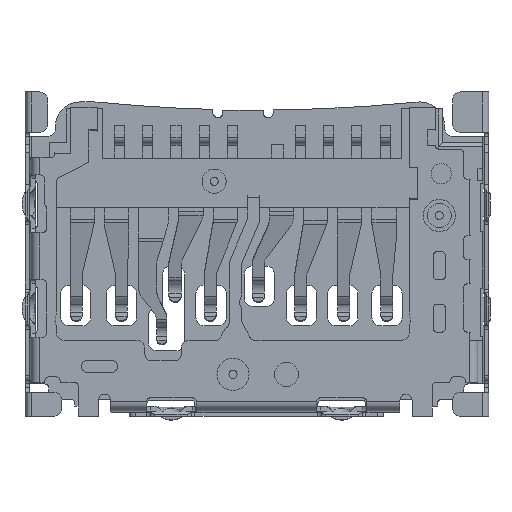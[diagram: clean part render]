
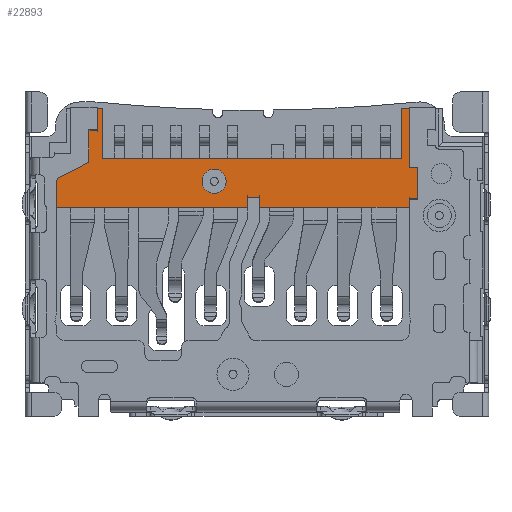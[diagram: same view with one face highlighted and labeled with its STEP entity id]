
A CAD part, front view. The second image highlights one B-rep face of the part: STEP entity #22893.
In plain terms, the highlighted planar face has unit normal (0, -1, 0).
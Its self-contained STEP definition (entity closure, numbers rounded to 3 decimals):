
#302=PLANE('',#29243);
#981=LINE('',#38375,#3344);
#982=LINE('',#38378,#3345);
#983=LINE('',#38380,#3346);
#984=LINE('',#38382,#3347);
#985=LINE('',#38386,#3348);
#986=LINE('',#38388,#3349);
#987=LINE('',#38390,#3350);
#988=LINE('',#38392,#3351);
#989=LINE('',#38394,#3352);
#990=LINE('',#38396,#3353);
#991=LINE('',#38398,#3354);
#992=LINE('',#38400,#3355);
#993=LINE('',#38402,#3356);
#994=LINE('',#38404,#3357);
#995=LINE('',#38406,#3358);
#996=LINE('',#38408,#3359);
#997=LINE('',#38410,#3360);
#998=LINE('',#38412,#3361);
#999=LINE('',#38414,#3362);
#1000=LINE('',#38416,#3363);
#1001=LINE('',#38418,#3364);
#1002=LINE('',#38420,#3365);
#3344=VECTOR('',#31550,1000.);
#3345=VECTOR('',#31551,1000.);
#3346=VECTOR('',#31552,1000.);
#3347=VECTOR('',#31553,1000.);
#3348=VECTOR('',#31556,1000.);
#3349=VECTOR('',#31557,1000.);
#3350=VECTOR('',#31558,1000.);
#3351=VECTOR('',#31559,1000.);
#3352=VECTOR('',#31560,1000.);
#3353=VECTOR('',#31561,1000.);
#3354=VECTOR('',#31562,1000.);
#3355=VECTOR('',#31563,1000.);
#3356=VECTOR('',#31564,1000.);
#3357=VECTOR('',#31565,1000.);
#3358=VECTOR('',#31566,1000.);
#3359=VECTOR('',#31567,1000.);
#3360=VECTOR('',#31568,1000.);
#3361=VECTOR('',#31569,1000.);
#3362=VECTOR('',#31570,1000.);
#3363=VECTOR('',#31571,1000.);
#3364=VECTOR('',#31572,1000.);
#3365=VECTOR('',#31573,1000.);
#5736=ORIENTED_EDGE('',*,*,#12885,.F.);
#5737=ORIENTED_EDGE('',*,*,#12886,.F.);
#5738=ORIENTED_EDGE('',*,*,#12887,.F.);
#5739=ORIENTED_EDGE('',*,*,#12888,.F.);
#5740=ORIENTED_EDGE('',*,*,#12889,.F.);
#5741=ORIENTED_EDGE('',*,*,#12890,.F.);
#5742=ORIENTED_EDGE('',*,*,#12891,.T.);
#5743=ORIENTED_EDGE('',*,*,#12892,.F.);
#5744=ORIENTED_EDGE('',*,*,#12893,.F.);
#5745=ORIENTED_EDGE('',*,*,#12894,.F.);
#5746=ORIENTED_EDGE('',*,*,#12895,.T.);
#5747=ORIENTED_EDGE('',*,*,#12896,.T.);
#5748=ORIENTED_EDGE('',*,*,#12897,.T.);
#5749=ORIENTED_EDGE('',*,*,#12898,.F.);
#5750=ORIENTED_EDGE('',*,*,#12899,.F.);
#5751=ORIENTED_EDGE('',*,*,#12900,.F.);
#5752=ORIENTED_EDGE('',*,*,#12901,.F.);
#5753=ORIENTED_EDGE('',*,*,#12902,.F.);
#5754=ORIENTED_EDGE('',*,*,#12903,.T.);
#5755=ORIENTED_EDGE('',*,*,#12904,.T.);
#5756=ORIENTED_EDGE('',*,*,#12905,.T.);
#5757=ORIENTED_EDGE('',*,*,#12906,.T.);
#5758=ORIENTED_EDGE('',*,*,#12907,.T.);
#5759=ORIENTED_EDGE('',*,*,#12831,.T.);
#12831=EDGE_CURVE('',#16408,#16408,#18756,.T.);
#12885=EDGE_CURVE('',#16457,#16458,#981,.T.);
#12886=EDGE_CURVE('',#16459,#16457,#982,.T.);
#12887=EDGE_CURVE('',#16460,#16459,#983,.T.);
#12888=EDGE_CURVE('',#16461,#16460,#984,.T.);
#12889=EDGE_CURVE('',#16462,#16461,#18770,.T.);
#12890=EDGE_CURVE('',#16463,#16462,#985,.T.);
#12891=EDGE_CURVE('',#16463,#16464,#986,.T.);
#12892=EDGE_CURVE('',#16465,#16464,#987,.T.);
#12893=EDGE_CURVE('',#16466,#16465,#988,.T.);
#12894=EDGE_CURVE('',#16467,#16466,#989,.T.);
#12895=EDGE_CURVE('',#16467,#16468,#990,.T.);
#12896=EDGE_CURVE('',#16468,#16469,#991,.T.);
#12897=EDGE_CURVE('',#16469,#16470,#992,.T.);
#12898=EDGE_CURVE('',#16471,#16470,#993,.T.);
#12899=EDGE_CURVE('',#16472,#16471,#994,.T.);
#12900=EDGE_CURVE('',#16473,#16472,#995,.T.);
#12901=EDGE_CURVE('',#16474,#16473,#996,.T.);
#12902=EDGE_CURVE('',#16475,#16474,#997,.T.);
#12903=EDGE_CURVE('',#16475,#16476,#998,.T.);
#12904=EDGE_CURVE('',#16476,#16477,#999,.T.);
#12905=EDGE_CURVE('',#16477,#16478,#1000,.T.);
#12906=EDGE_CURVE('',#16478,#16479,#1001,.T.);
#12907=EDGE_CURVE('',#16479,#16458,#1002,.T.);
#16408=VERTEX_POINT('',#38260);
#16457=VERTEX_POINT('',#38376);
#16458=VERTEX_POINT('',#38377);
#16459=VERTEX_POINT('',#38379);
#16460=VERTEX_POINT('',#38381);
#16461=VERTEX_POINT('',#38383);
#16462=VERTEX_POINT('',#38385);
#16463=VERTEX_POINT('',#38387);
#16464=VERTEX_POINT('',#38389);
#16465=VERTEX_POINT('',#38391);
#16466=VERTEX_POINT('',#38393);
#16467=VERTEX_POINT('',#38395);
#16468=VERTEX_POINT('',#38397);
#16469=VERTEX_POINT('',#38399);
#16470=VERTEX_POINT('',#38401);
#16471=VERTEX_POINT('',#38403);
#16472=VERTEX_POINT('',#38405);
#16473=VERTEX_POINT('',#38407);
#16474=VERTEX_POINT('',#38409);
#16475=VERTEX_POINT('',#38411);
#16476=VERTEX_POINT('',#38413);
#16477=VERTEX_POINT('',#38415);
#16478=VERTEX_POINT('',#38417);
#16479=VERTEX_POINT('',#38419);
#18756=CIRCLE('',#29217,0.3);
#18770=CIRCLE('',#29244,0.15);
#19803=EDGE_LOOP('',(#5736,#5737,#5738,#5739,#5740,#5741,#5742,#5743,#5744,
#5745,#5746,#5747,#5748,#5749,#5750,#5751,#5752,#5753,#5754,#5755,#5756,
#5757,#5758));
#19804=EDGE_LOOP('',(#5759));
#21096=FACE_BOUND('',#19803,.T.);
#21097=FACE_BOUND('',#19804,.T.);
#22893=ADVANCED_FACE('',(#21096,#21097),#302,.T.);
#29217=AXIS2_PLACEMENT_3D('',#38259,#31456,#31457);
#29243=AXIS2_PLACEMENT_3D('',#38374,#31548,#31549);
#29244=AXIS2_PLACEMENT_3D('',#38384,#31554,#31555);
#31456=DIRECTION('',(0.,1.,0.));
#31457=DIRECTION('',(0.,0.,-1.));
#31548=DIRECTION('',(0.,-1.,0.));
#31549=DIRECTION('',(0.,0.,-1.));
#31550=DIRECTION('',(0.,0.,1.));
#31551=DIRECTION('',(1.,0.,0.));
#31552=DIRECTION('',(0.,0.,1.));
#31553=DIRECTION('',(0.891,0.,0.454));
#31554=DIRECTION('',(0.,1.,0.));
#31555=DIRECTION('',(0.,0.,-1.));
#31556=DIRECTION('',(0.,0.,1.));
#31557=DIRECTION('',(1.,0.,0.));
#31558=DIRECTION('',(0.,0.,-1.));
#31559=DIRECTION('',(-1.,0.,0.));
#31560=DIRECTION('',(0.,0.,1.));
#31561=DIRECTION('',(1.,0.,0.));
#31562=DIRECTION('',(0.,0.,-1.));
#31563=DIRECTION('',(1.,0.,0.));
#31564=DIRECTION('',(0.,0.,-1.));
#31565=DIRECTION('',(-1.,0.,0.));
#31566=DIRECTION('',(0.,0.,-1.));
#31567=DIRECTION('',(1.,0.,0.));
#31568=DIRECTION('',(0.,0.,-1.));
#31569=DIRECTION('',(-1.,0.,0.));
#31570=DIRECTION('',(0.,0.,-1.));
#31571=DIRECTION('',(-1.,0.,0.));
#31572=DIRECTION('',(0.,0.,1.));
#31573=DIRECTION('',(-1.,0.,0.));
#38259=CARTESIAN_POINT('',(-0.94,-0.28,-0.56));
#38260=CARTESIAN_POINT('',(-0.94,-0.28,-0.86));
#38374=CARTESIAN_POINT('',(0.,-0.28,0.));
#38375=CARTESIAN_POINT('',(-3.85,-0.28,0.73));
#38376=CARTESIAN_POINT('',(-3.85,-0.28,0.73));
#38377=CARTESIAN_POINT('',(-3.85,-0.28,1.24));
#38378=CARTESIAN_POINT('',(4.359,-0.28,0.73));
#38379=CARTESIAN_POINT('',(-4.051,-0.28,0.73));
#38380=CARTESIAN_POINT('',(-4.051,-0.28,-0.09));
#38381=CARTESIAN_POINT('',(-4.051,-0.28,-0.09));
#38382=CARTESIAN_POINT('',(-4.784,-0.28,-0.463));
#38383=CARTESIAN_POINT('',(-4.784,-0.28,-0.463));
#38384=CARTESIAN_POINT('',(-4.716,-0.28,-0.597));
#38385=CARTESIAN_POINT('',(-4.866,-0.28,-0.597));
#38386=CARTESIAN_POINT('',(-4.866,-0.28,0.));
#38387=CARTESIAN_POINT('',(-4.866,-0.28,-1.2));
#38388=CARTESIAN_POINT('',(0.,-0.28,-1.2));
#38389=CARTESIAN_POINT('',(-0.116,-0.28,-1.2));
#38390=CARTESIAN_POINT('',(-0.116,-0.28,-0.96));
#38391=CARTESIAN_POINT('',(-0.116,-0.28,-0.96));
#38392=CARTESIAN_POINT('',(0.184,-0.28,-0.96));
#38393=CARTESIAN_POINT('',(0.184,-0.28,-0.96));
#38394=CARTESIAN_POINT('',(0.184,-0.28,0.));
#38395=CARTESIAN_POINT('',(0.184,-0.28,-1.));
#38396=CARTESIAN_POINT('',(0.,-0.28,-1.));
#38397=CARTESIAN_POINT('',(0.184,-0.28,-1.));
#38398=CARTESIAN_POINT('',(0.184,-0.28,0.));
#38399=CARTESIAN_POINT('',(0.184,-0.28,-1.2));
#38400=CARTESIAN_POINT('',(0.,-0.28,-1.2));
#38401=CARTESIAN_POINT('',(3.91,-0.28,-1.2));
#38402=CARTESIAN_POINT('',(3.91,-0.28,1.28));
#38403=CARTESIAN_POINT('',(3.91,-0.28,-1.015));
#38404=CARTESIAN_POINT('',(4.11,-0.28,-1.015));
#38405=CARTESIAN_POINT('',(4.111,-0.28,-1.015));
#38406=CARTESIAN_POINT('',(4.111,-0.28,-0.21));
#38407=CARTESIAN_POINT('',(4.111,-0.28,-0.21));
#38408=CARTESIAN_POINT('',(3.91,-0.28,-0.21));
#38409=CARTESIAN_POINT('',(3.91,-0.28,-0.21));
#38410=CARTESIAN_POINT('',(3.91,-0.28,0.));
#38411=CARTESIAN_POINT('',(3.91,-0.28,1.24));
#38412=CARTESIAN_POINT('',(0.,-0.28,1.24));
#38413=CARTESIAN_POINT('',(3.73,-0.28,1.24));
#38414=CARTESIAN_POINT('',(3.73,-0.28,0.));
#38415=CARTESIAN_POINT('',(3.73,-0.28,0.));
#38416=CARTESIAN_POINT('',(0.,-0.28,0.));
#38417=CARTESIAN_POINT('',(-3.72,-0.28,0.));
#38418=CARTESIAN_POINT('',(-3.72,-0.28,0.));
#38419=CARTESIAN_POINT('',(-3.72,-0.28,1.24));
#38420=CARTESIAN_POINT('',(0.,-0.28,1.24));
